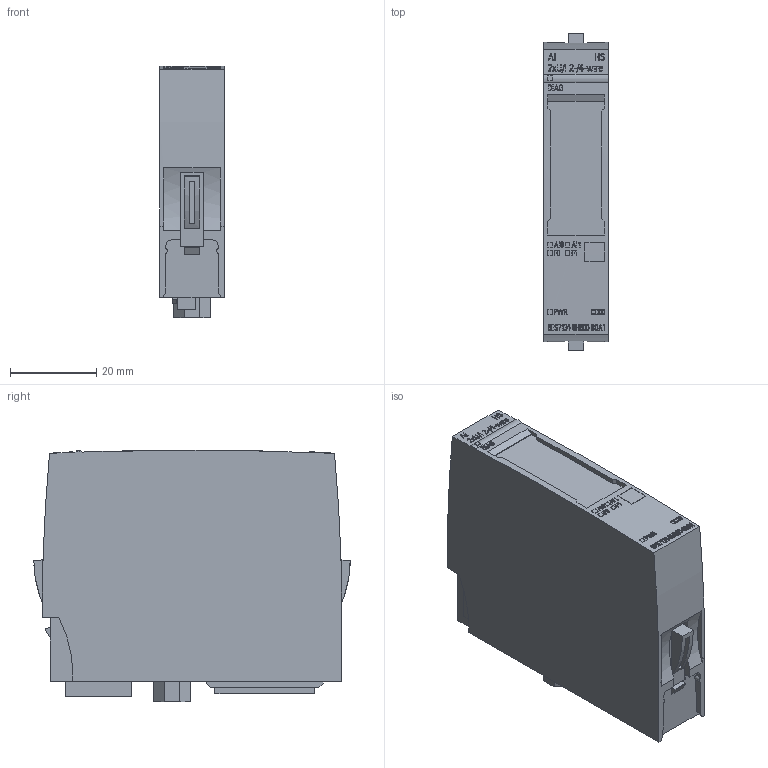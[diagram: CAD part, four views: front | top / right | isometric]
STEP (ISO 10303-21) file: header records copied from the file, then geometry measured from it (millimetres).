
FILE_DESCRIPTION(/* description */ (''),/* implementation_level */ '2;1');
FILE_NAME(/* name */ '6ES7134-6HB00-0DA1_3d.stp',/* time_stamp */ '2024-07-22T15:08:56+02:00',/* author */ (''),/* organization */ (''),/* preprocessor_version */ 'ST-DEVELOPER v18.102',/* originating_system */ 'SIEMENS PLM Software NX 2023',/* authorisation */ '');
FILE_SCHEMA (('AUTOMOTIVE_DESIGN { 1 0 10303 214 3 1 1 1 }'));
Length unit declared in the file: millimetre
Products named in the file (3): A5E32161139A_RS-AA_002_1-labeling; A5E30883222A_RS-AA_002_1-box-15mm-1-5; A5E32161142A_RS-AA_002_5-CAx_6ES71346HB000DA1
Assembly tree (2 placements, depth 2):
  A5E32161142A_RS-AA_002_5-CAx_6ES71346HB000DA1
    A5E30883222A_RS-AA_002_1-box-15mm-1-5
    A5E32161139A_RS-AA_002_1-labeling
Bounding box: 15 x 73.2 x 58.28 mm (x, y, z)
Volume: 20046.1 mm3; surface area: 28694 mm2
Topology: 62 solids, 62 shells, 1092 faces, 2661 edges, 1774 vertices
Faces by surface type: plane 855, cylinder 136, extrusion 101
Entity records: 47551 total; most frequent: CARTESIAN_POINT 13632, ORIENTED_EDGE 5294, DIRECTION 5004, EDGE_CURVE 2647, VECTOR 2068, LINE 1967, VERTEX_POINT 1774, AXIS2_PLACEMENT_3D 1468
